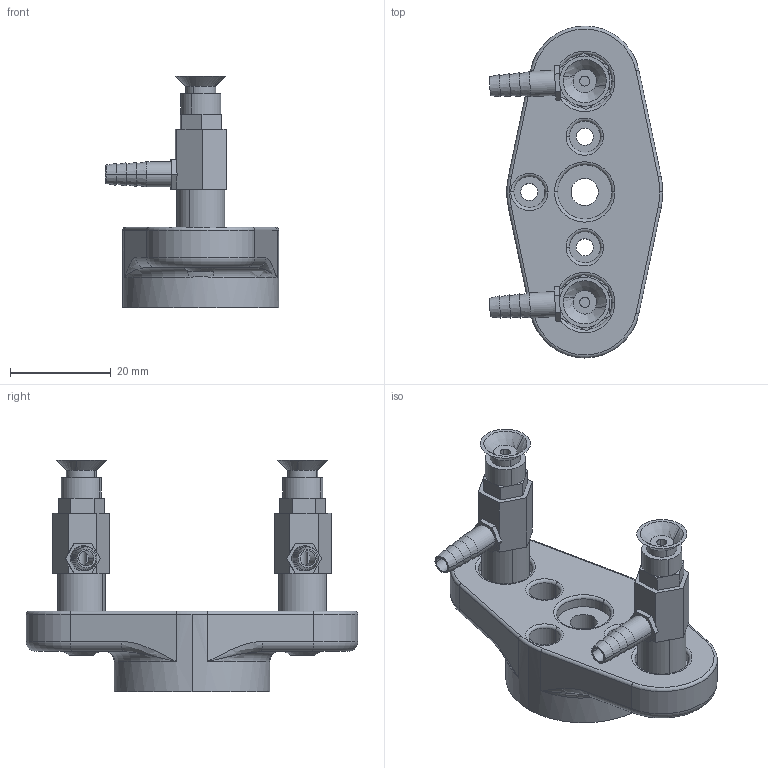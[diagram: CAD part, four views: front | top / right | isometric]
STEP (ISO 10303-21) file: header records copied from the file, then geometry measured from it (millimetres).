
FILE_DESCRIPTION (( 'STEP AP214' ), '1' );
FILE_NAME ('Double Suction Cup.STEP', '2022-04-01T08:04:39', ( '' ), ( '' ), 'SwSTEP 2.0', 'SolidWorks 2020', '' );
FILE_SCHEMA (( 'AUTOMOTIVE_DESIGN' ));
Length unit declared in the file: millimetre
Products named in the file (4): GanDauHutKep; Double Suction Cup; M5 x 10 Hex Bolt_M5 x 10 Hex Bolt; Suction Head
Assembly tree (5 placements, depth 2):
  Double Suction Cup
    Suction Head  x2
    M5 x 10 Hex Bolt_M5 x 10 Hex Bolt  x2
    GanDauHutKep
Bounding box: 34.47 x 66 x 46 mm (x, y, z)
Volume: 19141.8 mm3; surface area: 11041.6 mm2
Topology: 5 solids, 5 shells, 310 faces, 718 edges, 438 vertices
Faces by surface type: plane 143, cylinder 84, cone 38, torus 27, bspline 14, sphere 4
Entity records: 7933 total; most frequent: CARTESIAN_POINT 1997, DIRECTION 1149, ORIENTED_EDGE 990, EDGE_CURVE 495, AXIS2_PLACEMENT_3D 461, VERTEX_POINT 303, CIRCLE 248, EDGE_LOOP 246
